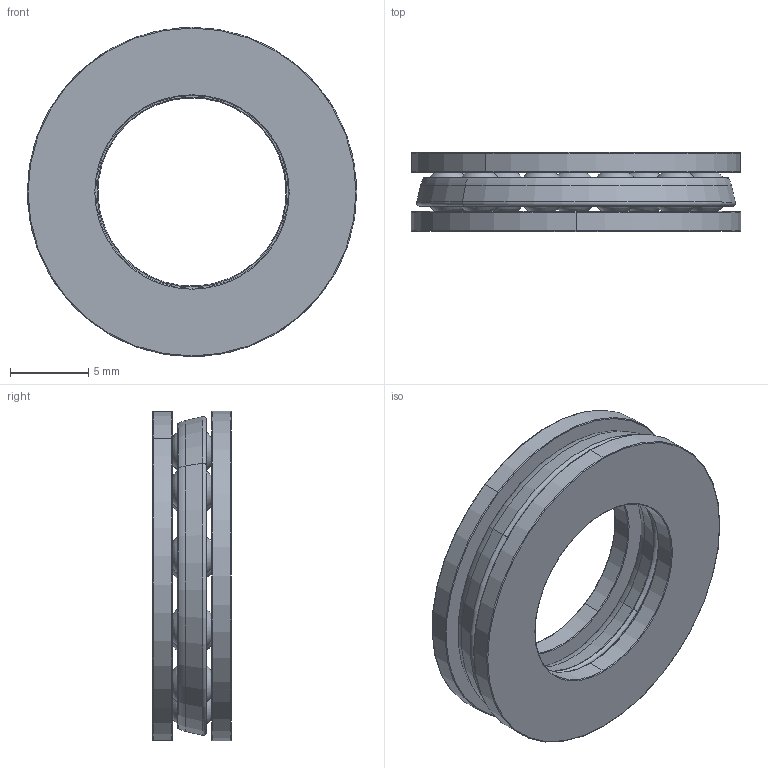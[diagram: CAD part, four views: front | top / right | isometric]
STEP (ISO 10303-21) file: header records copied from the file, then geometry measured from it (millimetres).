
FILE_DESCRIPTION (( 'STEP AP203' ), '1' );
FILE_NAME ('1613-0521-0012 assembly.STEP', '2021-02-09T17:53:18', ( '' ), ( '' ), 'SwSTEP 2.0', 'SolidWorks 2016', '' );
FILE_SCHEMA (( 'CONFIG_CONTROL_DESIGN' ));
Length unit declared in the file: millimetre
Products named in the file (5): 1613-0521-0012 ball; 1613-0521-0012 washer (12mm ID); 1613-0521-0012 washer (12.3mm ID); 1613-0521-0012 carriage; 1613-0521-0012 assembly
Assembly tree (14 placements, depth 2):
  1613-0521-0012 assembly
    1613-0521-0012 ball  x11
    1613-0521-0012 carriage
    1613-0521-0012 washer (12.3mm ID)
    1613-0521-0012 washer (12mm ID)
Bounding box: 21 x 5 x 21 mm (x, y, z)
Volume: 769.9 mm3; surface area: 2152.3 mm2
Topology: 14 solids, 14 shells, 190 faces, 490 edges, 308 vertices
Faces by surface type: torus 118, sphere 44, cone 12, plane 8, cylinder 8
Entity records: 6093 total; most frequent: DIRECTION 1184, CARTESIAN_POINT 857, ORIENTED_EDGE 830, AXIS2_PLACEMENT_3D 582, EDGE_CURVE 415, CIRCLE 395, VERTEX_POINT 255, EDGE_LOOP 200
